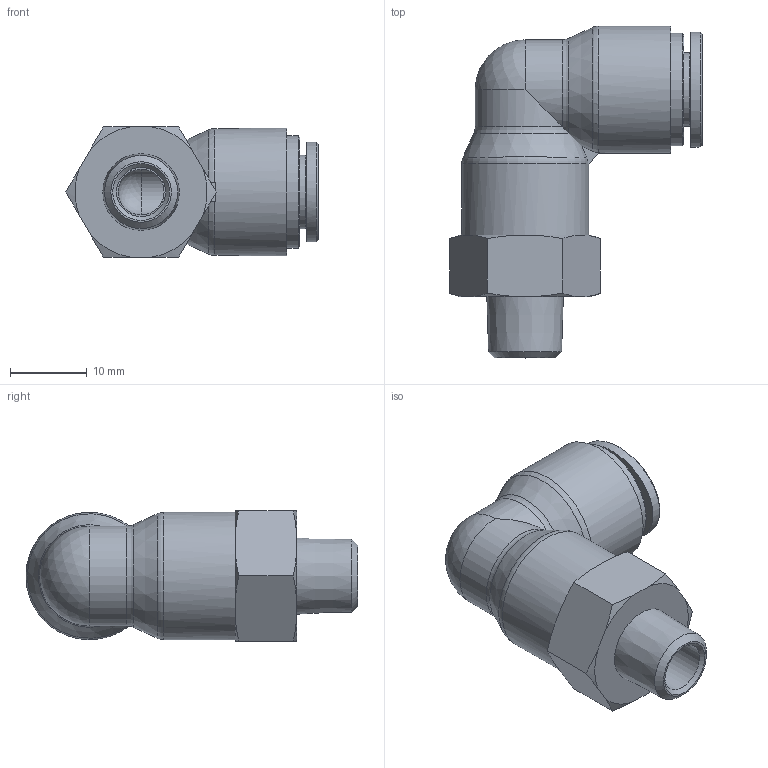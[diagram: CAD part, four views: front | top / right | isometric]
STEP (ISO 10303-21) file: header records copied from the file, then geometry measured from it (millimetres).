
FILE_DESCRIPTION((''),'2;1');
FILE_NAME('CR-PL 0801.stp','2020-08-25T13:13:12',('user'),(''),'Autodesk Inventor 2013','Autodesk Inventor 2013','');
FILE_SCHEMA(('AUTOMOTIVE_DESIGN { 1 0 10303 214 1 1 1 1 }'));
Length unit declared in the file: millimetre
Products named in the file (6): 조립품10; CR-PUL 08 BODY; HR-PL BODY 0801; CR-COLLAR 08; HR-Collar 08L(SUS); CR-SLEEVE 08
Assembly tree (5 placements, depth 3):
  조립품10
    CR-PUL 08 BODY
    HR-PL BODY 0801
    CR-COLLAR 08
      HR-Collar 08L(SUS)
      CR-SLEEVE 08
Bounding box: 32.91 x 43.3 x 17 mm (x, y, z)
Volume: 7630.5 mm3; surface area: 5210.4 mm2
Topology: 4 solids, 4 shells, 421 faces, 1168 edges, 776 vertices
Faces by surface type: plane 355, cone 21, bspline 20, cylinder 19, torus 4, sphere 2
Full cylindrical faces by diameter (mm): 1.5 x1, 6 x2, 6.4 x1, 8.2 x3, 9.6 x1, 14.7 x1, 16.6 x2
Entity records: 13627 total; most frequent: CARTESIAN_POINT 2846, ORIENTED_EDGE 2286, DIRECTION 2037, EDGE_CURVE 1143, VECTOR 999, LINE 999, VERTEX_POINT 770, AXIS2_PLACEMENT_3D 519
